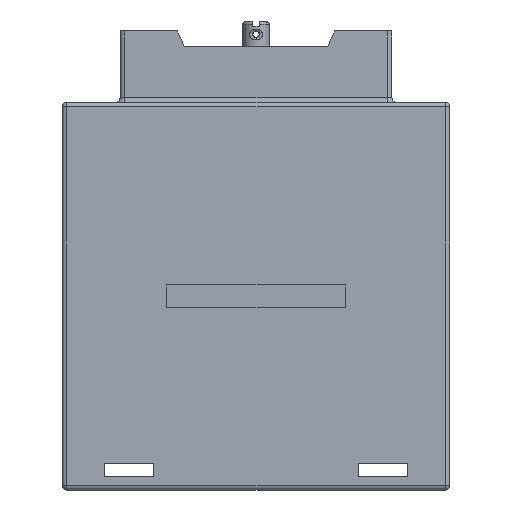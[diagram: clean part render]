
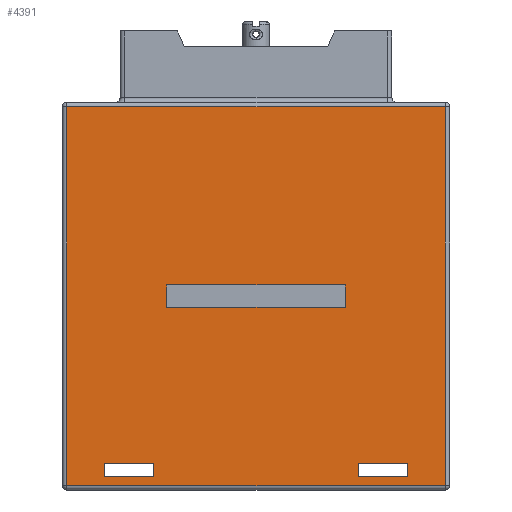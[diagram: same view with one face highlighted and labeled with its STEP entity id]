
A CAD part, front view. The second image highlights one B-rep face of the part: STEP entity #4391.
In plain terms, the highlighted planar face has unit normal (0, -1, 0).
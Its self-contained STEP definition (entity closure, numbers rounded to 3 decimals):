
#6 = EDGE_CURVE ( 'NONE', #3551, #3111, #1805, .T. ) ;
#22 = FACE_BOUND ( 'NONE', #2977, .T. ) ;
#63 = ORIENTED_EDGE ( 'NONE', *, *, #4428, .F. ) ;
#149 = EDGE_CURVE ( 'NONE', #5070, #5176, #2251, .T. ) ;
#160 = CARTESIAN_POINT ( 'NONE',  ( 34., -24., -84. ) ) ;
#219 = EDGE_CURVE ( 'NONE', #3586, #4842, #4129, .T. ) ;
#243 = CARTESIAN_POINT ( 'NONE',  ( -42.5, -24., -1. ) ) ;
#277 = DIRECTION ( 'NONE',  ( -1., 0., 0. ) ) ;
#308 = CARTESIAN_POINT ( 'NONE',  ( -20., -24., -41. ) ) ;
#343 = VECTOR ( 'NONE', #4411, 1000. ) ;
#438 = LINE ( 'NONE', #3031, #3719 ) ;
#491 = CARTESIAN_POINT ( 'NONE',  ( 23., -24., -84. ) ) ;
#524 = CARTESIAN_POINT ( 'NONE',  ( -23., -24., -81. ) ) ;
#596 = CARTESIAN_POINT ( 'NONE',  ( -23., -24., -81. ) ) ;
#663 = DIRECTION ( 'NONE',  ( 0., 0., -1. ) ) ;
#711 = CARTESIAN_POINT ( 'NONE',  ( 43.5, -24., -87. ) ) ;
#718 = ORIENTED_EDGE ( 'NONE', *, *, #2653, .T. ) ;
#727 = VECTOR ( 'NONE', #4904, 1000. ) ;
#812 = DIRECTION ( 'NONE',  ( 0., 0., -1. ) ) ;
#836 = ORIENTED_EDGE ( 'NONE', *, *, #3480, .T. ) ;
#896 = EDGE_CURVE ( 'NONE', #4810, #4157, #2875, .T. ) ;
#907 = CARTESIAN_POINT ( 'NONE',  ( -34., -24., -81. ) ) ;
#943 = CARTESIAN_POINT ( 'NONE',  ( -42.5, -24., -86. ) ) ;
#1007 = ORIENTED_EDGE ( 'NONE', *, *, #6, .F. ) ;
#1015 = CARTESIAN_POINT ( 'NONE',  ( 43.5, -24., -41. ) ) ;
#1025 = DIRECTION ( 'NONE',  ( 0., 0., -1. ) ) ;
#1066 = EDGE_LOOP ( 'NONE', ( #4488, #3389, #5242, #4616 ) ) ;
#1080 = VERTEX_POINT ( 'NONE', #4664 ) ;
#1097 = CARTESIAN_POINT ( 'NONE',  ( 23., -24., -81. ) ) ;
#1100 = VECTOR ( 'NONE', #663, 1000. ) ;
#1124 = CARTESIAN_POINT ( 'NONE',  ( -23., -24., -84. ) ) ;
#1165 = VECTOR ( 'NONE', #4427, 1000. ) ;
#1174 = VECTOR ( 'NONE', #3051, 1000. ) ;
#1178 = CARTESIAN_POINT ( 'NONE',  ( -34., -24., -84. ) ) ;
#1269 = ORIENTED_EDGE ( 'NONE', *, *, #219, .T. ) ;
#1291 = VECTOR ( 'NONE', #812, 1000. ) ;
#1299 = DIRECTION ( 'NONE',  ( 1., 0., 0. ) ) ;
#1305 = VERTEX_POINT ( 'NONE', #3705 ) ;
#1403 = CARTESIAN_POINT ( 'NONE',  ( 20., -24., -41. ) ) ;
#1634 = LINE ( 'NONE', #596, #5249 ) ;
#1695 = CARTESIAN_POINT ( 'NONE',  ( -20., -24., -87. ) ) ;
#1704 = EDGE_CURVE ( 'NONE', #4842, #4945, #438, .T. ) ;
#1741 = VECTOR ( 'NONE', #2091, 1000. ) ;
#1772 = CARTESIAN_POINT ( 'NONE',  ( -23., -24., -84. ) ) ;
#1775 = DIRECTION ( 'NONE',  ( -1., 0., 0. ) ) ;
#1805 = LINE ( 'NONE', #491, #727 ) ;
#1879 = DIRECTION ( 'NONE',  ( 1., 0., 0. ) ) ;
#1985 = VERTEX_POINT ( 'NONE', #524 ) ;
#2091 = DIRECTION ( 'NONE',  ( 0., 0., 1. ) ) ;
#2093 = EDGE_CURVE ( 'NONE', #1985, #5070, #1634, .T. ) ;
#2099 = CARTESIAN_POINT ( 'NONE',  ( 43.5, -24., -86. ) ) ;
#2125 = LINE ( 'NONE', #1695, #1741 ) ;
#2208 = EDGE_LOOP ( 'NONE', ( #718, #2648, #1269, #3174 ) ) ;
#2251 = LINE ( 'NONE', #1178, #1291 ) ;
#2321 = LINE ( 'NONE', #5141, #3260 ) ;
#2371 = VECTOR ( 'NONE', #277, 1000. ) ;
#2448 = LINE ( 'NONE', #5065, #4469 ) ;
#2501 = VERTEX_POINT ( 'NONE', #1124 ) ;
#2563 = ORIENTED_EDGE ( 'NONE', *, *, #3073, .F. ) ;
#2586 = DIRECTION ( 'NONE',  ( 0., 0., 1. ) ) ;
#2594 = CARTESIAN_POINT ( 'NONE',  ( -34., -24., -84. ) ) ;
#2637 = AXIS2_PLACEMENT_3D ( 'NONE', #711, #3120, #3503 ) ;
#2648 = ORIENTED_EDGE ( 'NONE', *, *, #3630, .T. ) ;
#2653 = EDGE_CURVE ( 'NONE', #4945, #2664, #4612, .T. ) ;
#2664 = VERTEX_POINT ( 'NONE', #243 ) ;
#2666 = CARTESIAN_POINT ( 'NONE',  ( 20., -24., -87. ) ) ;
#2736 = PLANE ( 'NONE',  #2637 ) ;
#2781 = ORIENTED_EDGE ( 'NONE', *, *, #4455, .F. ) ;
#2827 = FACE_BOUND ( 'NONE', #1066, .T. ) ;
#2829 = VECTOR ( 'NONE', #1299, 1000. ) ;
#2875 = LINE ( 'NONE', #1015, #5139 ) ;
#2977 = EDGE_LOOP ( 'NONE', ( #3715, #836, #4988, #4176 ) ) ;
#3031 = CARTESIAN_POINT ( 'NONE',  ( 42.5, -24., -87. ) ) ;
#3051 = DIRECTION ( 'NONE',  ( 0., 0., 1. ) ) ;
#3073 = EDGE_CURVE ( 'NONE', #3111, #3331, #4332, .T. ) ;
#3111 = VERTEX_POINT ( 'NONE', #3555 ) ;
#3120 = DIRECTION ( 'NONE',  ( 0., 1., 0. ) ) ;
#3174 = ORIENTED_EDGE ( 'NONE', *, *, #1704, .T. ) ;
#3250 = CARTESIAN_POINT ( 'NONE',  ( -43.5, -24., -1. ) ) ;
#3258 = VERTEX_POINT ( 'NONE', #4646 ) ;
#3260 = VECTOR ( 'NONE', #1025, 1000. ) ;
#3264 = VECTOR ( 'NONE', #4724, 1000. ) ;
#3331 = VERTEX_POINT ( 'NONE', #4058 ) ;
#3356 = CARTESIAN_POINT ( 'NONE',  ( 23., -24., -84. ) ) ;
#3389 = ORIENTED_EDGE ( 'NONE', *, *, #3543, .F. ) ;
#3429 = LINE ( 'NONE', #3478, #2371 ) ;
#3436 = FACE_OUTER_BOUND ( 'NONE', #2208, .T. ) ;
#3478 = CARTESIAN_POINT ( 'NONE',  ( 43.5, -24., -46. ) ) ;
#3480 = EDGE_CURVE ( 'NONE', #1305, #4810, #2125, .T. ) ;
#3503 = DIRECTION ( 'NONE',  ( 0., 0., 1. ) ) ;
#3543 = EDGE_CURVE ( 'NONE', #2501, #1985, #4661, .T. ) ;
#3551 = VERTEX_POINT ( 'NONE', #3356 ) ;
#3555 = CARTESIAN_POINT ( 'NONE',  ( 34., -24., -84. ) ) ;
#3586 = VERTEX_POINT ( 'NONE', #943 ) ;
#3630 = EDGE_CURVE ( 'NONE', #2664, #3586, #2321, .T. ) ;
#3637 = CARTESIAN_POINT ( 'NONE',  ( 42.5, -24., -1. ) ) ;
#3705 = CARTESIAN_POINT ( 'NONE',  ( -20., -24., -46. ) ) ;
#3715 = ORIENTED_EDGE ( 'NONE', *, *, #4694, .T. ) ;
#3719 = VECTOR ( 'NONE', #2586, 1000. ) ;
#3836 = DIRECTION ( 'NONE',  ( 1., 0., 0. ) ) ;
#3856 = DIRECTION ( 'NONE',  ( -1., 0., 0. ) ) ;
#4022 = CARTESIAN_POINT ( 'NONE',  ( 23., -24., -84. ) ) ;
#4058 = CARTESIAN_POINT ( 'NONE',  ( 34., -24., -81. ) ) ;
#4129 = LINE ( 'NONE', #2099, #2829 ) ;
#4157 = VERTEX_POINT ( 'NONE', #1403 ) ;
#4163 = EDGE_CURVE ( 'NONE', #4157, #1080, #5152, .T. ) ;
#4176 = ORIENTED_EDGE ( 'NONE', *, *, #4163, .T. ) ;
#4191 = FACE_BOUND ( 'NONE', #4321, .T. ) ;
#4197 = EDGE_CURVE ( 'NONE', #5176, #2501, #2448, .T. ) ;
#4218 = VECTOR ( 'NONE', #3856, 1000. ) ;
#4321 = EDGE_LOOP ( 'NONE', ( #1007, #2781, #63, #2563 ) ) ;
#4332 = LINE ( 'NONE', #160, #3264 ) ;
#4391 = ADVANCED_FACE ( 'NONE', ( #22, #2827, #4191, #3436 ), #2736, .F. ) ;
#4411 = DIRECTION ( 'NONE',  ( 0., 0., -1. ) ) ;
#4427 = DIRECTION ( 'NONE',  ( -1., 0., 0. ) ) ;
#4428 = EDGE_CURVE ( 'NONE', #3331, #3258, #5146, .T. ) ;
#4455 = EDGE_CURVE ( 'NONE', #3258, #3551, #4463, .T. ) ;
#4463 = LINE ( 'NONE', #4022, #343 ) ;
#4469 = VECTOR ( 'NONE', #1879, 1000. ) ;
#4488 = ORIENTED_EDGE ( 'NONE', *, *, #2093, .F. ) ;
#4612 = LINE ( 'NONE', #3250, #4218 ) ;
#4616 = ORIENTED_EDGE ( 'NONE', *, *, #149, .F. ) ;
#4646 = CARTESIAN_POINT ( 'NONE',  ( 23., -24., -81. ) ) ;
#4661 = LINE ( 'NONE', #1772, #1174 ) ;
#4664 = CARTESIAN_POINT ( 'NONE',  ( 20., -24., -46. ) ) ;
#4694 = EDGE_CURVE ( 'NONE', #1080, #1305, #3429, .T. ) ;
#4724 = DIRECTION ( 'NONE',  ( 0., 0., 1. ) ) ;
#4810 = VERTEX_POINT ( 'NONE', #308 ) ;
#4842 = VERTEX_POINT ( 'NONE', #5210 ) ;
#4904 = DIRECTION ( 'NONE',  ( 1., 0., 0. ) ) ;
#4945 = VERTEX_POINT ( 'NONE', #3637 ) ;
#4988 = ORIENTED_EDGE ( 'NONE', *, *, #896, .T. ) ;
#5065 = CARTESIAN_POINT ( 'NONE',  ( -23., -24., -84. ) ) ;
#5070 = VERTEX_POINT ( 'NONE', #907 ) ;
#5139 = VECTOR ( 'NONE', #3836, 1000. ) ;
#5141 = CARTESIAN_POINT ( 'NONE',  ( -42.5, -24., -87. ) ) ;
#5146 = LINE ( 'NONE', #1097, #1165 ) ;
#5152 = LINE ( 'NONE', #2666, #1100 ) ;
#5176 = VERTEX_POINT ( 'NONE', #2594 ) ;
#5210 = CARTESIAN_POINT ( 'NONE',  ( 42.5, -24., -86. ) ) ;
#5242 = ORIENTED_EDGE ( 'NONE', *, *, #4197, .F. ) ;
#5249 = VECTOR ( 'NONE', #1775, 1000. ) ;
